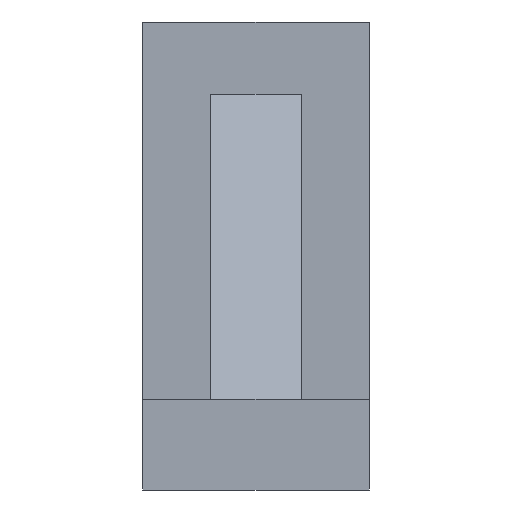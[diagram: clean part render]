
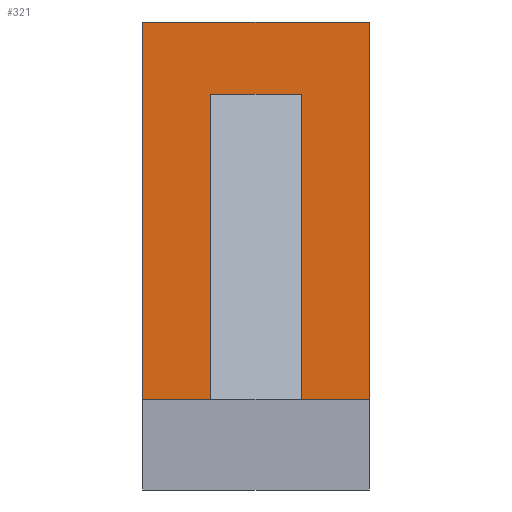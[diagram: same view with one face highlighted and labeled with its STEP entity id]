
A CAD part, front view. The second image highlights one B-rep face of the part: STEP entity #321.
In plain terms, the highlighted planar face has unit normal (0, -1, 0).
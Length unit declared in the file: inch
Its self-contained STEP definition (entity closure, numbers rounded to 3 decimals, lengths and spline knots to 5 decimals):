
#28=PLANE('',#370);
#45=FACE_OUTER_BOUND('',#66,.T.);
#66=EDGE_LOOP('',(#258,#259,#260,#261,#262,#263,#264,#265));
#84=LINE('',#501,#116);
#87=LINE('',#508,#119);
#90=LINE('',#513,#122);
#92=LINE('',#517,#124);
#93=LINE('',#519,#125);
#94=LINE('',#521,#126);
#95=LINE('',#523,#127);
#96=LINE('',#524,#128);
#116=VECTOR('',#419,0.3937);
#119=VECTOR('',#424,0.3937);
#122=VECTOR('',#429,0.3937);
#124=VECTOR('',#433,0.3937);
#125=VECTOR('',#434,0.3937);
#126=VECTOR('',#435,0.3937);
#127=VECTOR('',#436,0.3937);
#128=VECTOR('',#437,0.3937);
#163=VERTEX_POINT('',#499);
#164=VERTEX_POINT('',#500);
#166=VERTEX_POINT('',#506);
#167=VERTEX_POINT('',#507);
#169=VERTEX_POINT('',#516);
#170=VERTEX_POINT('',#518);
#171=VERTEX_POINT('',#520);
#172=VERTEX_POINT('',#522);
#196=EDGE_CURVE('',#163,#164,#84,.T.);
#199=EDGE_CURVE('',#166,#167,#87,.T.);
#202=EDGE_CURVE('',#164,#166,#90,.T.);
#204=EDGE_CURVE('',#169,#167,#92,.T.);
#205=EDGE_CURVE('',#169,#170,#93,.T.);
#206=EDGE_CURVE('',#171,#170,#94,.T.);
#207=EDGE_CURVE('',#172,#171,#95,.T.);
#208=EDGE_CURVE('',#163,#172,#96,.T.);
#258=ORIENTED_EDGE('',*,*,#196,.T.);
#259=ORIENTED_EDGE('',*,*,#202,.T.);
#260=ORIENTED_EDGE('',*,*,#199,.T.);
#261=ORIENTED_EDGE('',*,*,#204,.F.);
#262=ORIENTED_EDGE('',*,*,#205,.T.);
#263=ORIENTED_EDGE('',*,*,#206,.F.);
#264=ORIENTED_EDGE('',*,*,#207,.F.);
#265=ORIENTED_EDGE('',*,*,#208,.F.);
#321=ADVANCED_FACE('',(#45),#28,.T.);
#370=AXIS2_PLACEMENT_3D('',#515,#431,#432);
#419=DIRECTION('',(0.,0.,1.));
#424=DIRECTION('',(0.,0.,-1.));
#429=DIRECTION('',(1.,0.,0.));
#431=DIRECTION('center_axis',(0.,-1.,0.));
#432=DIRECTION('ref_axis',(1.,0.,0.));
#433=DIRECTION('',(-1.,0.,0.));
#434=DIRECTION('',(0.,0.,1.));
#435=DIRECTION('',(1.,0.,0.));
#436=DIRECTION('',(0.,0.,1.));
#437=DIRECTION('',(-1.,0.,0.));
#499=CARTESIAN_POINT('',(-0.59055,5.9252,0.));
#500=CARTESIAN_POINT('',(-0.59055,5.9252,3.98113));
#501=CARTESIAN_POINT('',(-0.59055,5.9252,1.54576));
#506=CARTESIAN_POINT('',(0.59055,5.9252,3.98113));
#507=CARTESIAN_POINT('',(0.59055,5.9252,0.));
#508=CARTESIAN_POINT('',(0.59055,5.9252,1.54576));
#513=CARTESIAN_POINT('',(-0.73819,5.9252,3.98113));
#515=CARTESIAN_POINT('Origin',(-1.47638,5.9252,0.));
#516=CARTESIAN_POINT('',(1.47638,5.9252,0.));
#517=CARTESIAN_POINT('',(-0.73819,5.9252,0.));
#518=CARTESIAN_POINT('',(1.47638,5.9252,4.92126));
#519=CARTESIAN_POINT('',(1.47638,5.9252,0.));
#520=CARTESIAN_POINT('',(-1.47638,5.9252,4.92126));
#521=CARTESIAN_POINT('',(-1.47638,5.9252,4.92126));
#522=CARTESIAN_POINT('',(-1.47638,5.9252,0.));
#523=CARTESIAN_POINT('',(-1.47638,5.9252,0.));
#524=CARTESIAN_POINT('',(-0.73819,5.9252,0.));
